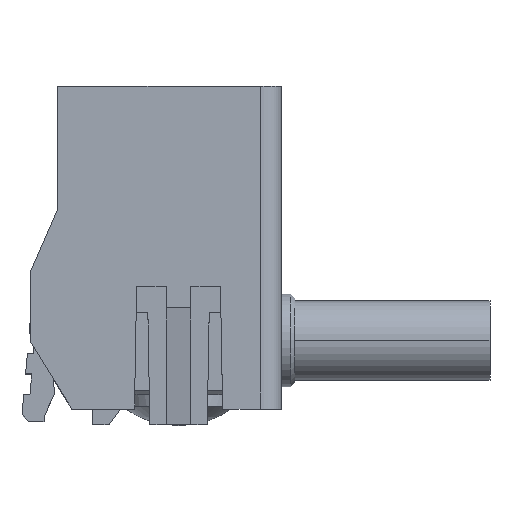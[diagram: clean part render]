
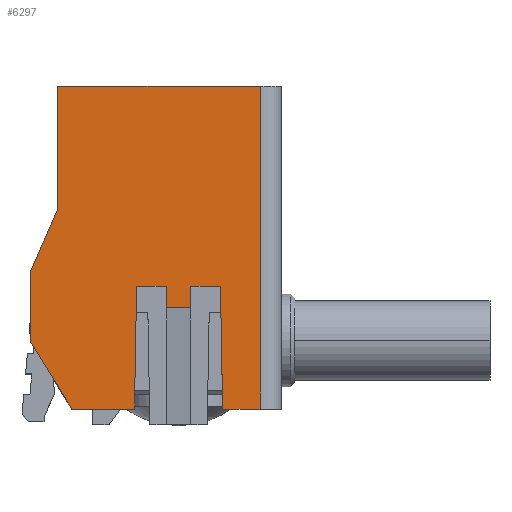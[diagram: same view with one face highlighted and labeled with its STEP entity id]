
A CAD part, top view. The second image highlights one B-rep face of the part: STEP entity #6297.
In plain terms, the highlighted planar face has unit normal (0, 0, 1).
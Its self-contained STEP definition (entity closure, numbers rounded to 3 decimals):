
#600=DIRECTION('',(0.,1.,0.));
#601=VECTOR('',#600,15.74);
#602=CARTESIAN_POINT('',(4.,-3.35,5.));
#603=LINE('',#602,#601);
#604=DIRECTION('',(-1.,0.,0.));
#605=VECTOR('',#604,1.85);
#606=CARTESIAN_POINT('',(4.,-3.35,5.));
#607=LINE('',#606,#605);
#608=DIRECTION('',(0.017,-1.,0.));
#609=VECTOR('',#608,6.001);
#610=CARTESIAN_POINT('',(2.045,2.65,5.));
#611=LINE('',#610,#609);
#612=DIRECTION('',(1.,0.,0.));
#613=VECTOR('',#612,1.445);
#614=CARTESIAN_POINT('',(0.6,2.65,5.));
#615=LINE('',#614,#613);
#616=DIRECTION('',(1.,0.,0.));
#617=VECTOR('',#616,1.2);
#618=CARTESIAN_POINT('',(-0.6,1.582,5.));
#619=LINE('',#618,#617);
#620=DIRECTION('',(1.,0.,0.));
#621=VECTOR('',#620,1.445);
#622=CARTESIAN_POINT('',(-2.045,2.65,5.));
#623=LINE('',#622,#621);
#624=DIRECTION('',(0.017,1.,0.));
#625=VECTOR('',#624,6.001);
#626=CARTESIAN_POINT('',(-2.15,-3.35,5.));
#627=LINE('',#626,#625);
#628=DIRECTION('',(-1.,0.,0.));
#629=VECTOR('',#628,3.05);
#630=CARTESIAN_POINT('',(-2.15,-3.35,5.));
#631=LINE('',#630,#629);
#632=DIRECTION('',(0.,1.,0.));
#633=VECTOR('',#632,3.5);
#634=CARTESIAN_POINT('',(-7.2,-0.11,5.));
#635=LINE('',#634,#633);
#636=DIRECTION('',(0.398,0.918,0.));
#637=VECTOR('',#636,3.27);
#638=CARTESIAN_POINT('',(-7.2,3.39,5.));
#639=LINE('',#638,#637);
#640=DIRECTION('',(0.,1.,0.));
#641=VECTOR('',#640,6.);
#642=CARTESIAN_POINT('',(-5.9,6.39,5.));
#643=LINE('',#642,#641);
#644=DIRECTION('',(1.,0.,0.));
#645=VECTOR('',#644,9.9);
#646=CARTESIAN_POINT('',(-5.9,12.39,5.));
#647=LINE('',#646,#645);
#1133=DIRECTION('',(0.525,-0.851,0.));
#1134=VECTOR('',#1133,3.808);
#1135=CARTESIAN_POINT('',(-7.2,-0.11,5.));
#1136=LINE('',#1135,#1134);
#2082=DIRECTION('',(0.,1.,0.));
#2083=VECTOR('',#2082,1.068);
#2084=CARTESIAN_POINT('',(-0.6,1.582,5.));
#2085=LINE('',#2084,#2083);
#2210=DIRECTION('',(0.,1.,0.));
#2211=VECTOR('',#2210,1.068);
#2212=CARTESIAN_POINT('',(0.6,1.582,5.));
#2213=LINE('',#2212,#2211);
#4897=CARTESIAN_POINT('',(-7.2,-0.11,5.));
#4898=CARTESIAN_POINT('',(-7.2,3.39,5.));
#4899=VERTEX_POINT('',#4897);
#4900=VERTEX_POINT('',#4898);
#4905=CARTESIAN_POINT('',(-5.9,6.39,5.));
#4906=CARTESIAN_POINT('',(-5.9,12.39,5.));
#4907=VERTEX_POINT('',#4905);
#4908=VERTEX_POINT('',#4906);
#4913=CARTESIAN_POINT('',(-5.2,-3.35,5.));
#4914=VERTEX_POINT('',#4913);
#5151=CARTESIAN_POINT('',(-2.15,-3.35,5.));
#5152=CARTESIAN_POINT('',(-2.045,2.65,5.));
#5153=VERTEX_POINT('',#5151);
#5154=VERTEX_POINT('',#5152);
#5155=CARTESIAN_POINT('',(2.045,2.65,5.));
#5156=CARTESIAN_POINT('',(2.15,-3.35,5.));
#5157=VERTEX_POINT('',#5155);
#5158=VERTEX_POINT('',#5156);
#5259=CARTESIAN_POINT('',(-0.6,1.582,5.));
#5260=CARTESIAN_POINT('',(0.6,1.582,5.));
#5261=VERTEX_POINT('',#5259);
#5262=VERTEX_POINT('',#5260);
#5263=CARTESIAN_POINT('',(-0.6,2.65,5.));
#5265=VERTEX_POINT('',#5263);
#5271=CARTESIAN_POINT('',(0.6,2.65,5.));
#5273=VERTEX_POINT('',#5271);
#5335=CARTESIAN_POINT('',(4.,12.39,5.));
#5337=VERTEX_POINT('',#5335);
#5341=CARTESIAN_POINT('',(4.,-3.35,5.));
#5342=VERTEX_POINT('',#5341);
#6262=CARTESIAN_POINT('',(0.,6.39,5.));
#6263=DIRECTION('',(0.,0.,-1.));
#6264=DIRECTION('',(0.,-1.,0.));
#6265=AXIS2_PLACEMENT_3D('',#6262,#6263,#6264);
#6266=PLANE('',#6265);
#6268=ORIENTED_EDGE('',*,*,#6267,.F.);
#6270=ORIENTED_EDGE('',*,*,#6269,.T.);
#6272=ORIENTED_EDGE('',*,*,#6271,.F.);
#6274=ORIENTED_EDGE('',*,*,#6273,.F.);
#6276=ORIENTED_EDGE('',*,*,#6275,.F.);
#6278=ORIENTED_EDGE('',*,*,#6277,.F.);
#6280=ORIENTED_EDGE('',*,*,#6279,.T.);
#6282=ORIENTED_EDGE('',*,*,#6281,.F.);
#6284=ORIENTED_EDGE('',*,*,#6283,.F.);
#6286=ORIENTED_EDGE('',*,*,#6285,.T.);
#6288=ORIENTED_EDGE('',*,*,#6287,.F.);
#6290=ORIENTED_EDGE('',*,*,#6289,.T.);
#6292=ORIENTED_EDGE('',*,*,#6291,.T.);
#6293=ORIENTED_EDGE('',*,*,#6255,.T.);
#6294=ORIENTED_EDGE('',*,*,#5828,.T.);
#6295=EDGE_LOOP('',(#6268,#6270,#6272,#6274,#6276,#6278,#6280,#6282,#6284,#6286,
#6288,#6290,#6292,#6293,#6294));
#6296=FACE_OUTER_BOUND('',#6295,.F.);
#6297=ADVANCED_FACE('',(#6296),#6266,.F.);
#5828=EDGE_CURVE('',#4908,#5337,#647,.T.);
#6255=EDGE_CURVE('',#4907,#4908,#643,.T.);
#6267=EDGE_CURVE('',#5342,#5337,#603,.T.);
#6269=EDGE_CURVE('',#5342,#5158,#607,.T.);
#6271=EDGE_CURVE('',#5157,#5158,#611,.T.);
#6273=EDGE_CURVE('',#5273,#5157,#615,.T.);
#6275=EDGE_CURVE('',#5262,#5273,#2213,.T.);
#6277=EDGE_CURVE('',#5261,#5262,#619,.T.);
#6279=EDGE_CURVE('',#5261,#5265,#2085,.T.);
#6281=EDGE_CURVE('',#5154,#5265,#623,.T.);
#6283=EDGE_CURVE('',#5153,#5154,#627,.T.);
#6285=EDGE_CURVE('',#5153,#4914,#631,.T.);
#6287=EDGE_CURVE('',#4899,#4914,#1136,.T.);
#6289=EDGE_CURVE('',#4899,#4900,#635,.T.);
#6291=EDGE_CURVE('',#4900,#4907,#639,.T.);
